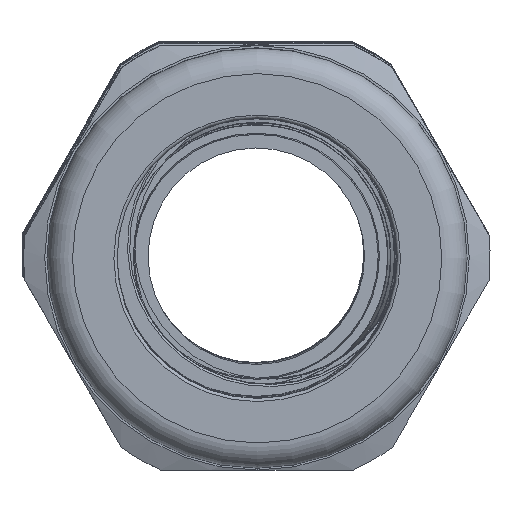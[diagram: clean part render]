
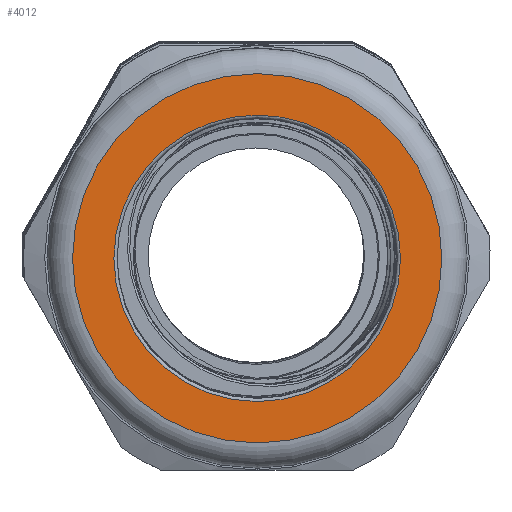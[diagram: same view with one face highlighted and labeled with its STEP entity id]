
A CAD part, left-side view. The second image highlights one B-rep face of the part: STEP entity #4012.
In plain terms, the highlighted face is planar.
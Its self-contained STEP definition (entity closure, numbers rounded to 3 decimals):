
#668=PLANE('',#4473);
#739=FACE_BOUND('',#1236,.T.);
#918=FACE_OUTER_BOUND('',#1235,.T.);
#1235=EDGE_LOOP('',(#3131));
#1236=EDGE_LOOP('',(#3132));
#1606=CIRCLE('',#4472,13.5);
#1607=CIRCLE('',#4474,17.4);
#1961=VERTEX_POINT('',#10284);
#1962=VERTEX_POINT('',#10287);
#2404=EDGE_CURVE('',#1961,#1961,#1606,.T.);
#2405=EDGE_CURVE('',#1962,#1962,#1607,.T.);
#3131=ORIENTED_EDGE('',*,*,#2405,.F.);
#3132=ORIENTED_EDGE('',*,*,#2404,.T.);
#4012=ADVANCED_FACE('',(#918,#739),#668,.T.);
#4472=AXIS2_PLACEMENT_3D('',#10285,#5206,#5207);
#4473=AXIS2_PLACEMENT_3D('',#10286,#5208,#5209);
#4474=AXIS2_PLACEMENT_3D('',#10288,#5210,#5211);
#5206=DIRECTION('center_axis',(1.,0.,0.));
#5207=DIRECTION('ref_axis',(0.,0.,-1.));
#5208=DIRECTION('center_axis',(-1.,0.,0.));
#5209=DIRECTION('ref_axis',(0.,0.,1.));
#5210=DIRECTION('center_axis',(1.,0.,0.));
#5211=DIRECTION('ref_axis',(0.,0.,-1.));
#10284=CARTESIAN_POINT('',(-18.15,13.5,0.));
#10285=CARTESIAN_POINT('Origin',(-18.15,0.,0.));
#10286=CARTESIAN_POINT('Origin',(-18.15,17.4,0.));
#10287=CARTESIAN_POINT('',(-18.15,17.4,0.));
#10288=CARTESIAN_POINT('Origin',(-18.15,0.,0.));
